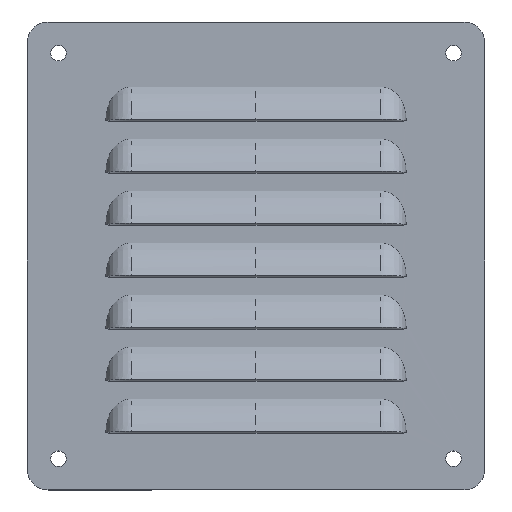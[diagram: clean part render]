
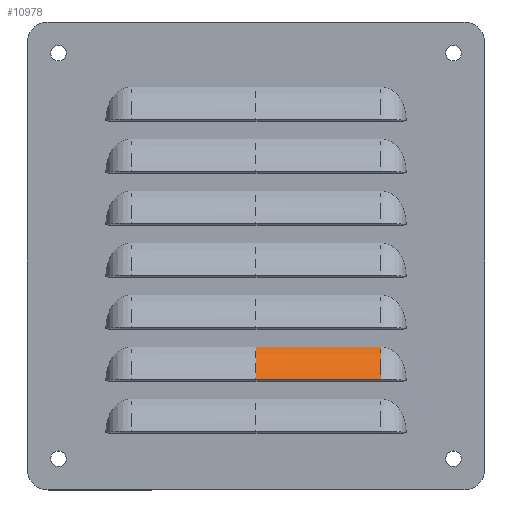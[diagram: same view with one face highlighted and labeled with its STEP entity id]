
A CAD part, top view. The second image highlights one B-rep face of the part: STEP entity #10978.
In plain terms, the highlighted cylindrical face has radius 20.32 mm (diameter 40.64 mm), a partial arc.
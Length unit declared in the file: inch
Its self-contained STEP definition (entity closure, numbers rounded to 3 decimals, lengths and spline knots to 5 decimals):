
#192 = ORIENTED_EDGE ( 'NONE', *, *, #9729, .F. ) ;
#1294 = CYLINDRICAL_SURFACE ( 'NONE', #15607, 0.8 ) ;
#1357 = CARTESIAN_POINT ( 'NONE',  ( 1.4966, -1.26474, 0.18477 ) ) ;
#1455 = CARTESIAN_POINT ( 'NONE',  ( 1.4966, -1.48269, 0.3082 ) ) ;
#1743 = B_SPLINE_CURVE_WITH_KNOTS ( 'NONE', 3,
 ( #11123, #15377, #6944, #12679 ),
 .UNSPECIFIED., .F., .F.,
 ( 4, 4 ),
 ( 0., 0.99773 ),
 .UNSPECIFIED. ) ;
#2452 = EDGE_LOOP ( 'NONE', ( #9055, #192, #14613, #18180 ) ) ;
#2815 = CARTESIAN_POINT ( 'NONE',  ( 1.4966, -1.09563, 0. ) ) ;
#4461 = CARTESIAN_POINT ( 'NONE',  ( 1.4966, -1.33321, 0.23498 ) ) ;
#4649 = DIRECTION ( 'NONE',  ( 0., 0., 1. ) ) ;
#5555 = CARTESIAN_POINT ( 'NONE',  ( 1.4966, -1.48269, 0.3082 ) ) ;
#5580 = VERTEX_POINT ( 'NONE', #5555 ) ;
#5821 = CARTESIAN_POINT ( 'NONE',  ( 1.4966, -1.4439, 0.29368 ) ) ;
#6804 = EDGE_CURVE ( 'NONE', #12173, #11219, #14663, .T. ) ;
#6944 = CARTESIAN_POINT ( 'NONE',  ( 0.49887, -1.09563, 0. ) ) ;
#6957 = EDGE_CURVE ( 'NONE', #11976, #5580, #18045, .T. ) ;
#7211 = DIRECTION ( 'NONE',  ( -1., 0., 0. ) ) ;
#7586 = CARTESIAN_POINT ( 'NONE',  ( 0., -1.09563, 0. ) ) ;
#7746 = CARTESIAN_POINT ( 'NONE',  ( 0., -1.76306, -0.44106 ) ) ;
#8483 = AXIS2_PLACEMENT_3D ( 'NONE', #7746, #9390, #4649 ) ;
#8730 = CARTESIAN_POINT ( 'NONE',  ( 1.4966, -1.17189, 0.09793 ) ) ;
#9055 = ORIENTED_EDGE ( 'NONE', *, *, #6804, .T. ) ;
#9202 = EDGE_CURVE ( 'NONE', #11976, #12173, #1743, .T. ) ;
#9390 = DIRECTION ( 'NONE',  ( 1., 0., 0. ) ) ;
#9729 = EDGE_CURVE ( 'NONE', #5580, #11219, #17402, .T. ) ;
#9848 = CARTESIAN_POINT ( 'NONE',  ( -1.0034, -1.76306, -0.44106 ) ) ;
#10023 = CARTESIAN_POINT ( 'NONE',  ( 0.7466, -1.48269, 0.3082 ) ) ;
#10978 = ADVANCED_FACE ( 'NONE', ( #16040 ), #1294, .T. ) ;
#11123 = CARTESIAN_POINT ( 'NONE',  ( 1.4966, -1.09563, 0. ) ) ;
#11219 = VERTEX_POINT ( 'NONE', #17596 ) ;
#11295 = DIRECTION ( 'NONE',  ( -1., 0., 0. ) ) ;
#11976 = VERTEX_POINT ( 'NONE', #13665 ) ;
#12173 = VERTEX_POINT ( 'NONE', #7586 ) ;
#12679 = CARTESIAN_POINT ( 'NONE',  ( 0., -1.09563, 0. ) ) ;
#13121 = VECTOR ( 'NONE', #11295, 39.37008 ) ;
#13196 = CARTESIAN_POINT ( 'NONE',  ( 1.4966, -1.29792, 0.2112 ) ) ;
#13665 = CARTESIAN_POINT ( 'NONE',  ( 1.4966, -1.09563, 0. ) ) ;
#14296 = DIRECTION ( 'NONE',  ( 0., 0., -1. ) ) ;
#14613 = ORIENTED_EDGE ( 'NONE', *, *, #6957, .F. ) ;
#14641 = CARTESIAN_POINT ( 'NONE',  ( 1.4966, -1.20047, 0.12928 ) ) ;
#14663 = CIRCLE ( 'NONE', #8483, 0.8 ) ;
#14923 = CARTESIAN_POINT ( 'NONE',  ( 1.4966, -1.23155, 0.15835 ) ) ;
#15377 = CARTESIAN_POINT ( 'NONE',  ( 0.99773, -1.09563, 0. ) ) ;
#15607 = AXIS2_PLACEMENT_3D ( 'NONE', #9848, #7211, #14296 ) ;
#16010 = CARTESIAN_POINT ( 'NONE',  ( 1.4966, -1.40624, 0.27615 ) ) ;
#16040 = FACE_OUTER_BOUND ( 'NONE', #2452, .T. ) ;
#17402 = LINE ( 'NONE', #10023, #13121 ) ;
#17596 = CARTESIAN_POINT ( 'NONE',  ( 0., -1.48269, 0.3082 ) ) ;
#17861 = CARTESIAN_POINT ( 'NONE',  ( 1.4966, -1.11847, 0.03455 ) ) ;
#18045 = B_SPLINE_CURVE_WITH_KNOTS ( 'NONE', 3,
 ( #2815, #17861, #19129, #8730, #14641, #14923, #1357, #13196, #4461, #19033, #16010, #5821, #1455 ),
 .UNSPECIFIED., .F., .F.,
 ( 4, 3, 3, 3, 4 ),
 ( 0., 0.247, 0.5, 0.753, 1. ),
 .UNSPECIFIED. ) ;
#18180 = ORIENTED_EDGE ( 'NONE', *, *, #9202, .T. ) ;
#19033 = CARTESIAN_POINT ( 'NONE',  ( 1.4966, -1.37017, 0.25581 ) ) ;
#19129 = CARTESIAN_POINT ( 'NONE',  ( 1.4966, -1.14399, 0.06733 ) ) ;
